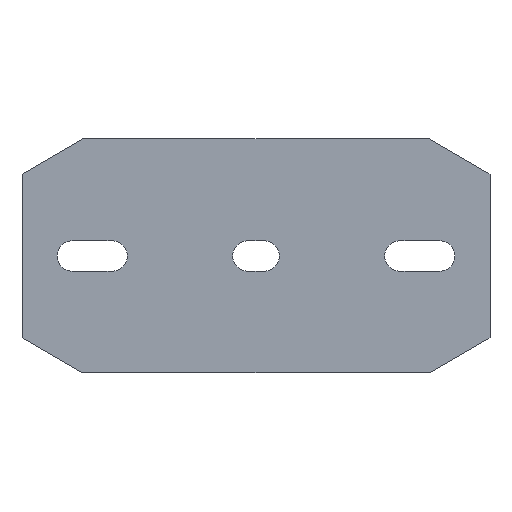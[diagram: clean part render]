
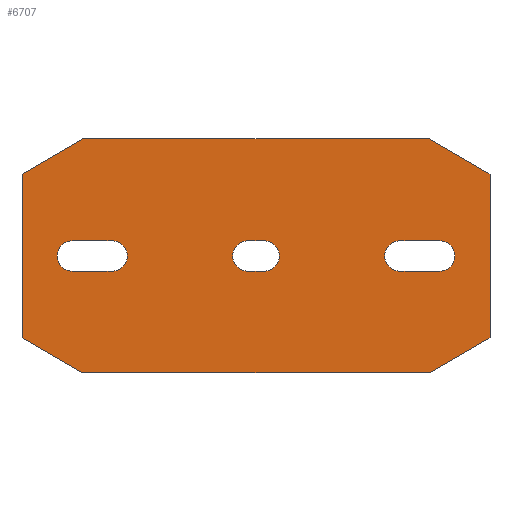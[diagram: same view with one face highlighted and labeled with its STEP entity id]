
A CAD part, front view. The second image highlights one B-rep face of the part: STEP entity #6707.
In plain terms, the highlighted planar face has unit normal (0, -1, 0).
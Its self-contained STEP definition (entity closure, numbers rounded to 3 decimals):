
#2=DIRECTION('',(-0.866,0.,0.5));
#3=VECTOR('',#2,30.);
#4=CARTESIAN_POINT('',(-74.019,0.,-50.));
#5=LINE('',#4,#3);
#6=DIRECTION('',(0.,0.,1.));
#7=VECTOR('',#6,70.);
#8=CARTESIAN_POINT('',(-100.,0.,-35.));
#9=LINE('',#8,#7);
#10=DIRECTION('',(0.866,0.,0.5));
#11=VECTOR('',#10,30.);
#12=CARTESIAN_POINT('',(-100.,0.,35.));
#13=LINE('',#12,#11);
#14=DIRECTION('',(1.,0.,0.));
#15=VECTOR('',#14,148.038);
#16=CARTESIAN_POINT('',(-74.019,0.,50.));
#17=LINE('',#16,#15);
#18=DIRECTION('',(0.866,0.,-0.5));
#19=VECTOR('',#18,30.);
#20=CARTESIAN_POINT('',(74.019,0.,50.));
#21=LINE('',#20,#19);
#22=DIRECTION('',(0.,0.,-1.));
#23=VECTOR('',#22,70.);
#24=CARTESIAN_POINT('',(100.,0.,35.));
#25=LINE('',#24,#23);
#26=DIRECTION('',(-0.866,0.,-0.5));
#27=VECTOR('',#26,30.);
#28=CARTESIAN_POINT('',(100.,0.,-35.));
#29=LINE('',#28,#27);
#30=DIRECTION('',(-1.,0.,0.));
#31=VECTOR('',#30,148.038);
#32=CARTESIAN_POINT('',(74.019,0.,-50.));
#33=LINE('',#32,#31);
#34=CARTESIAN_POINT('',(-78.5,0.,0.));
#35=DIRECTION('',(0.,1.,0.));
#36=DIRECTION('',(0.,0.,-1.));
#37=AXIS2_PLACEMENT_3D('',#34,#35,#36);
#39=DIRECTION('',(-1.,0.,0.));
#40=VECTOR('',#39,17.);
#41=CARTESIAN_POINT('',(-61.5,0.,-6.5));
#42=LINE('',#41,#40);
#43=CARTESIAN_POINT('',(-61.5,0.,0.));
#44=DIRECTION('',(0.,1.,0.));
#45=DIRECTION('',(0.,0.,1.));
#46=AXIS2_PLACEMENT_3D('',#43,#44,#45);
#48=DIRECTION('',(1.,0.,0.));
#49=VECTOR('',#48,17.);
#50=CARTESIAN_POINT('',(-78.5,0.,6.5));
#51=LINE('',#50,#49);
#52=CARTESIAN_POINT('',(78.5,0.,0.));
#53=DIRECTION('',(0.,-1.,0.));
#54=DIRECTION('',(0.,0.,-1.));
#55=AXIS2_PLACEMENT_3D('',#52,#53,#54);
#57=DIRECTION('',(-1.,0.,0.));
#58=VECTOR('',#57,17.);
#59=CARTESIAN_POINT('',(78.5,0.,6.5));
#60=LINE('',#59,#58);
#61=CARTESIAN_POINT('',(61.5,0.,0.));
#62=DIRECTION('',(0.,-1.,0.));
#63=DIRECTION('',(0.,0.,1.));
#64=AXIS2_PLACEMENT_3D('',#61,#62,#63);
#66=DIRECTION('',(1.,0.,0.));
#67=VECTOR('',#66,17.);
#68=CARTESIAN_POINT('',(61.5,0.,-6.5));
#69=LINE('',#68,#67);
#70=CARTESIAN_POINT('',(-3.5,0.,0.));
#71=DIRECTION('',(0.,1.,0.));
#72=DIRECTION('',(0.,0.,-1.));
#73=AXIS2_PLACEMENT_3D('',#70,#71,#72);
#75=DIRECTION('',(-1.,0.,0.));
#76=VECTOR('',#75,7.);
#77=CARTESIAN_POINT('',(3.5,0.,-6.5));
#78=LINE('',#77,#76);
#79=CARTESIAN_POINT('',(3.5,0.,0.));
#80=DIRECTION('',(0.,1.,0.));
#81=DIRECTION('',(0.,0.,1.));
#82=AXIS2_PLACEMENT_3D('',#79,#80,#81);
#84=DIRECTION('',(1.,0.,0.));
#85=VECTOR('',#84,7.);
#86=CARTESIAN_POINT('',(-3.5,0.,6.5));
#87=LINE('',#86,#85);
#5086=CARTESIAN_POINT('',(-74.019,0.,-50.));
#5087=CARTESIAN_POINT('',(-100.,0.,-35.));
#5088=VERTEX_POINT('',#5086);
#5089=VERTEX_POINT('',#5087);
#5090=CARTESIAN_POINT('',(-100.,0.,35.));
#5091=VERTEX_POINT('',#5090);
#5092=CARTESIAN_POINT('',(-74.019,0.,50.));
#5093=VERTEX_POINT('',#5092);
#5094=CARTESIAN_POINT('',(74.019,0.,50.));
#5095=VERTEX_POINT('',#5094);
#5096=CARTESIAN_POINT('',(100.,0.,35.));
#5097=VERTEX_POINT('',#5096);
#5098=CARTESIAN_POINT('',(100.,0.,-35.));
#5099=VERTEX_POINT('',#5098);
#5100=CARTESIAN_POINT('',(74.019,0.,-50.));
#5101=VERTEX_POINT('',#5100);
#5118=CARTESIAN_POINT('',(-78.5,0.,-6.5));
#5119=CARTESIAN_POINT('',(-78.5,0.,6.5));
#5120=VERTEX_POINT('',#5118);
#5121=VERTEX_POINT('',#5119);
#5122=CARTESIAN_POINT('',(-61.5,0.,6.5));
#5123=VERTEX_POINT('',#5122);
#5124=CARTESIAN_POINT('',(-61.5,0.,-6.5));
#5125=VERTEX_POINT('',#5124);
#5134=CARTESIAN_POINT('',(78.5,0.,-6.5));
#5135=CARTESIAN_POINT('',(78.5,0.,6.5));
#5136=VERTEX_POINT('',#5134);
#5137=VERTEX_POINT('',#5135);
#5138=CARTESIAN_POINT('',(61.5,0.,6.5));
#5139=VERTEX_POINT('',#5138);
#5140=CARTESIAN_POINT('',(61.5,0.,-6.5));
#5141=VERTEX_POINT('',#5140);
#5150=CARTESIAN_POINT('',(-3.5,0.,-6.5));
#5151=CARTESIAN_POINT('',(-3.5,0.,6.5));
#5152=VERTEX_POINT('',#5150);
#5153=VERTEX_POINT('',#5151);
#5154=CARTESIAN_POINT('',(3.5,0.,6.5));
#5155=VERTEX_POINT('',#5154);
#5156=CARTESIAN_POINT('',(3.5,0.,-6.5));
#5157=VERTEX_POINT('',#5156);
#6654=CARTESIAN_POINT('',(0.,0.,0.));
#6655=DIRECTION('',(0.,1.,0.));
#6656=DIRECTION('',(1.,0.,0.));
#6657=AXIS2_PLACEMENT_3D('',#6654,#6655,#6656);
#6658=PLANE('',#6657);
#6660=ORIENTED_EDGE('',*,*,#6659,.T.);
#6662=ORIENTED_EDGE('',*,*,#6661,.T.);
#6664=ORIENTED_EDGE('',*,*,#6663,.T.);
#6666=ORIENTED_EDGE('',*,*,#6665,.T.);
#6668=ORIENTED_EDGE('',*,*,#6667,.T.);
#6670=ORIENTED_EDGE('',*,*,#6669,.T.);
#6672=ORIENTED_EDGE('',*,*,#6671,.T.);
#6674=ORIENTED_EDGE('',*,*,#6673,.T.);
#6675=EDGE_LOOP('',(#6660,#6662,#6664,#6666,#6668,#6670,#6672,#6674));
#6676=FACE_OUTER_BOUND('',#6675,.F.);
#6678=ORIENTED_EDGE('',*,*,#6677,.F.);
#6680=ORIENTED_EDGE('',*,*,#6679,.F.);
#6682=ORIENTED_EDGE('',*,*,#6681,.F.);
#6684=ORIENTED_EDGE('',*,*,#6683,.F.);
#6685=EDGE_LOOP('',(#6678,#6680,#6682,#6684));
#6686=FACE_BOUND('',#6685,.F.);
#6688=ORIENTED_EDGE('',*,*,#6687,.T.);
#6690=ORIENTED_EDGE('',*,*,#6689,.T.);
#6692=ORIENTED_EDGE('',*,*,#6691,.T.);
#6694=ORIENTED_EDGE('',*,*,#6693,.T.);
#6695=EDGE_LOOP('',(#6688,#6690,#6692,#6694));
#6696=FACE_BOUND('',#6695,.F.);
#6698=ORIENTED_EDGE('',*,*,#6697,.F.);
#6700=ORIENTED_EDGE('',*,*,#6699,.F.);
#6702=ORIENTED_EDGE('',*,*,#6701,.F.);
#6704=ORIENTED_EDGE('',*,*,#6703,.F.);
#6705=EDGE_LOOP('',(#6698,#6700,#6702,#6704));
#6706=FACE_BOUND('',#6705,.F.);
#6707=ADVANCED_FACE('',(#6676,#6686,#6696,#6706),#6658,.F.);
#38=CIRCLE('',#37,6.5);
#47=CIRCLE('',#46,6.5);
#56=CIRCLE('',#55,6.5);
#65=CIRCLE('',#64,6.5);
#74=CIRCLE('',#73,6.5);
#83=CIRCLE('',#82,6.5);
#6659=EDGE_CURVE('',#5088,#5089,#5,.T.);
#6661=EDGE_CURVE('',#5089,#5091,#9,.T.);
#6663=EDGE_CURVE('',#5091,#5093,#13,.T.);
#6665=EDGE_CURVE('',#5093,#5095,#17,.T.);
#6667=EDGE_CURVE('',#5095,#5097,#21,.T.);
#6669=EDGE_CURVE('',#5097,#5099,#25,.T.);
#6671=EDGE_CURVE('',#5099,#5101,#29,.T.);
#6673=EDGE_CURVE('',#5101,#5088,#33,.T.);
#6677=EDGE_CURVE('',#5120,#5121,#38,.T.);
#6679=EDGE_CURVE('',#5125,#5120,#42,.T.);
#6681=EDGE_CURVE('',#5123,#5125,#47,.T.);
#6683=EDGE_CURVE('',#5121,#5123,#51,.T.);
#6687=EDGE_CURVE('',#5136,#5137,#56,.T.);
#6689=EDGE_CURVE('',#5137,#5139,#60,.T.);
#6691=EDGE_CURVE('',#5139,#5141,#65,.T.);
#6693=EDGE_CURVE('',#5141,#5136,#69,.T.);
#6697=EDGE_CURVE('',#5152,#5153,#74,.T.);
#6699=EDGE_CURVE('',#5157,#5152,#78,.T.);
#6701=EDGE_CURVE('',#5155,#5157,#83,.T.);
#6703=EDGE_CURVE('',#5153,#5155,#87,.T.);
